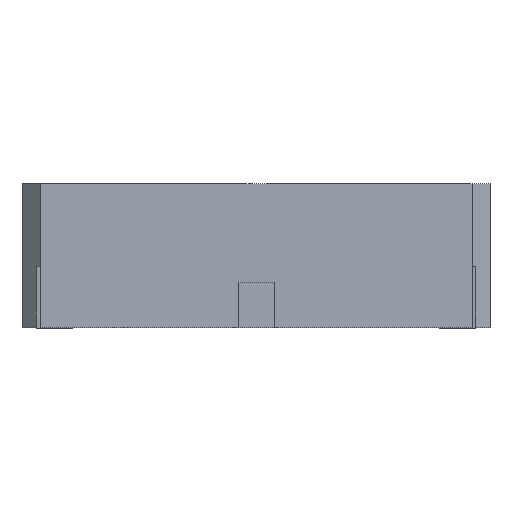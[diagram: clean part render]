
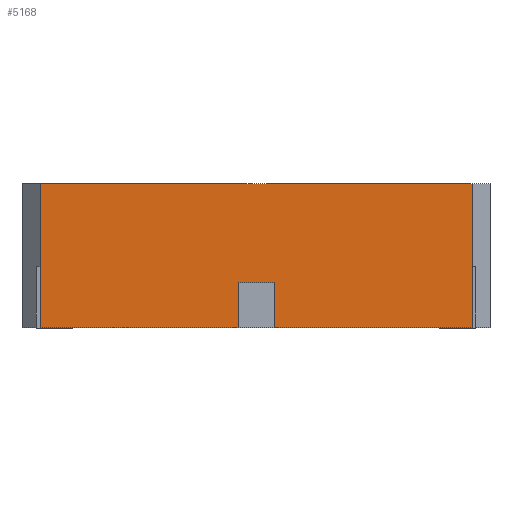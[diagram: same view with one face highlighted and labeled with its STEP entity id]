
A CAD part, front view. The second image highlights one B-rep face of the part: STEP entity #5168.
In plain terms, the highlighted planar face has unit normal (0, -1, 0).
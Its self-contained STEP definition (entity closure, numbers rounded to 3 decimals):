
#150 = PLANE('',#151);
#151 = AXIS2_PLACEMENT_3D('',#152,#153,#154);
#152 = CARTESIAN_POINT('',(0.,0.5,0.)
  );
#153 = DIRECTION('',(0.,0.,1.));
#154 = DIRECTION('',(-1.,0.,0.));
#1512 = PLANE('',#1513);
#1513 = AXIS2_PLACEMENT_3D('',#1514,#1515,#1516);
#1514 = CARTESIAN_POINT('',(0.,0.5,4.));
#1515 = DIRECTION('',(0.,0.,1.));
#1516 = DIRECTION('',(-1.,0.,0.));
#3082 = VERTEX_POINT('',#3083);
#3083 = CARTESIAN_POINT('',(-6.,-6.,4.));
#3090 = PLANE('',#3091);
#3091 = AXIS2_PLACEMENT_3D('',#3092,#3093,#3094);
#3092 = CARTESIAN_POINT('',(-6.,-2.5,4.));
#3093 = DIRECTION('',(1.,0.,0.));
#3094 = DIRECTION('',(0.,0.,1.));
#3245 = VERTEX_POINT('',#3246);
#3246 = CARTESIAN_POINT('',(-6.,-6.,0.));
#3267 = EDGE_CURVE('',#3245,#3082,#3268,.T.);
#3268 = SURFACE_CURVE('',#3269,(#3273,#3280),.PCURVE_S1.);
#3269 = LINE('',#3270,#3271);
#3270 = CARTESIAN_POINT('',(-6.,-6.,4.));
#3271 = VECTOR('',#3272,1.);
#3272 = DIRECTION('',(0.,0.,1.));
#3273 = PCURVE('',#3090,#3274);
#3274 = DEFINITIONAL_REPRESENTATION('',(#3275),#3279);
#3275 = LINE('',#3276,#3277);
#3276 = CARTESIAN_POINT('',(0.,3.5));
#3277 = VECTOR('',#3278,1.);
#3278 = DIRECTION('',(1.,0.));
#3279 = ( GEOMETRIC_REPRESENTATION_CONTEXT(2) 
PARAMETRIC_REPRESENTATION_CONTEXT() REPRESENTATION_CONTEXT('2D SPACE',''
  ) );
#3280 = PCURVE('',#3281,#3286);
#3281 = PLANE('',#3282);
#3282 = AXIS2_PLACEMENT_3D('',#3283,#3284,#3285);
#3283 = CARTESIAN_POINT('',(-6.,-6.,4.));
#3284 = DIRECTION('',(0.,1.,0.));
#3285 = DIRECTION('',(0.,0.,-1.));
#3286 = DEFINITIONAL_REPRESENTATION('',(#3287),#3291);
#3287 = LINE('',#3288,#3289);
#3288 = CARTESIAN_POINT('',(0.,0.));
#3289 = VECTOR('',#3290,1.);
#3290 = DIRECTION('',(-1.,0.));
#3291 = ( GEOMETRIC_REPRESENTATION_CONTEXT(2) 
PARAMETRIC_REPRESENTATION_CONTEXT() REPRESENTATION_CONTEXT('2D SPACE',''
  ) );
#3623 = PLANE('',#3624);
#3624 = AXIS2_PLACEMENT_3D('',#3625,#3626,#3627);
#3625 = CARTESIAN_POINT('',(6.,-6.,4.));
#3626 = DIRECTION('',(-1.,0.,0.));
#3627 = DIRECTION('',(0.,-1.,0.));
#3720 = VERTEX_POINT('',#3721);
#3721 = CARTESIAN_POINT('',(6.,-6.,0.));
#3742 = EDGE_CURVE('',#3720,#3743,#3745,.T.);
#3743 = VERTEX_POINT('',#3744);
#3744 = CARTESIAN_POINT('',(0.5,-6.,0.));
#3745 = SURFACE_CURVE('',#3746,(#3750,#3757),.PCURVE_S1.);
#3746 = LINE('',#3747,#3748);
#3747 = CARTESIAN_POINT('',(-6.,-6.,0.));
#3748 = VECTOR('',#3749,1.);
#3749 = DIRECTION('',(-1.,0.,0.));
#3750 = PCURVE('',#150,#3751);
#3751 = DEFINITIONAL_REPRESENTATION('',(#3752),#3756);
#3752 = LINE('',#3753,#3754);
#3753 = CARTESIAN_POINT('',(6.,6.5));
#3754 = VECTOR('',#3755,1.);
#3755 = DIRECTION('',(1.,0.));
#3756 = ( GEOMETRIC_REPRESENTATION_CONTEXT(2) 
PARAMETRIC_REPRESENTATION_CONTEXT() REPRESENTATION_CONTEXT('2D SPACE',''
  ) );
#3757 = PCURVE('',#3281,#3758);
#3758 = DEFINITIONAL_REPRESENTATION('',(#3759),#3763);
#3759 = LINE('',#3760,#3761);
#3760 = CARTESIAN_POINT('',(4.,0.));
#3761 = VECTOR('',#3762,1.);
#3762 = DIRECTION('',(0.,1.));
#3763 = ( GEOMETRIC_REPRESENTATION_CONTEXT(2) 
PARAMETRIC_REPRESENTATION_CONTEXT() REPRESENTATION_CONTEXT('2D SPACE',''
  ) );
#3781 = PLANE('',#3782);
#3782 = AXIS2_PLACEMENT_3D('',#3783,#3784,#3785);
#3783 = CARTESIAN_POINT('',(0.5,-5.,2.664));
#3784 = DIRECTION('',(1.,0.,0.));
#3785 = DIRECTION('',(0.,-1.,0.));
#3822 = VERTEX_POINT('',#3823);
#3823 = CARTESIAN_POINT('',(-0.5,-6.,0.));
#3837 = PLANE('',#3838);
#3838 = AXIS2_PLACEMENT_3D('',#3839,#3840,#3841);
#3839 = CARTESIAN_POINT('',(-0.5,-5.,2.664));
#3840 = DIRECTION('',(-1.,0.,0.));
#3841 = DIRECTION('',(0.,-1.,0.));
#3849 = EDGE_CURVE('',#3822,#3245,#3850,.T.);
#3850 = SURFACE_CURVE('',#3851,(#3855,#3862),.PCURVE_S1.);
#3851 = LINE('',#3852,#3853);
#3852 = CARTESIAN_POINT('',(-6.,-6.,0.));
#3853 = VECTOR('',#3854,1.);
#3854 = DIRECTION('',(-1.,0.,0.));
#3855 = PCURVE('',#150,#3856);
#3856 = DEFINITIONAL_REPRESENTATION('',(#3857),#3861);
#3857 = LINE('',#3858,#3859);
#3858 = CARTESIAN_POINT('',(6.,6.5));
#3859 = VECTOR('',#3860,1.);
#3860 = DIRECTION('',(1.,0.));
#3861 = ( GEOMETRIC_REPRESENTATION_CONTEXT(2) 
PARAMETRIC_REPRESENTATION_CONTEXT() REPRESENTATION_CONTEXT('2D SPACE',''
  ) );
#3862 = PCURVE('',#3281,#3863);
#3863 = DEFINITIONAL_REPRESENTATION('',(#3864),#3868);
#3864 = LINE('',#3865,#3866);
#3865 = CARTESIAN_POINT('',(4.,0.));
#3866 = VECTOR('',#3867,1.);
#3867 = DIRECTION('',(0.,1.));
#3868 = ( GEOMETRIC_REPRESENTATION_CONTEXT(2) 
PARAMETRIC_REPRESENTATION_CONTEXT() REPRESENTATION_CONTEXT('2D SPACE',''
  ) );
#4574 = VERTEX_POINT('',#4575);
#4575 = CARTESIAN_POINT('',(6.,-6.,4.));
#4596 = EDGE_CURVE('',#3720,#4574,#4597,.T.);
#4597 = SURFACE_CURVE('',#4598,(#4602,#4609),.PCURVE_S1.);
#4598 = LINE('',#4599,#4600);
#4599 = CARTESIAN_POINT('',(6.,-6.,4.));
#4600 = VECTOR('',#4601,1.);
#4601 = DIRECTION('',(0.,0.,1.));
#4602 = PCURVE('',#3623,#4603);
#4603 = DEFINITIONAL_REPRESENTATION('',(#4604),#4608);
#4604 = LINE('',#4605,#4606);
#4605 = CARTESIAN_POINT('',(0.,0.));
#4606 = VECTOR('',#4607,1.);
#4607 = DIRECTION('',(0.,1.));
#4608 = ( GEOMETRIC_REPRESENTATION_CONTEXT(2) 
PARAMETRIC_REPRESENTATION_CONTEXT() REPRESENTATION_CONTEXT('2D SPACE',''
  ) );
#4609 = PCURVE('',#3281,#4610);
#4610 = DEFINITIONAL_REPRESENTATION('',(#4611),#4615);
#4611 = LINE('',#4612,#4613);
#4612 = CARTESIAN_POINT('',(0.,-12.));
#4613 = VECTOR('',#4614,1.);
#4614 = DIRECTION('',(-1.,0.));
#4615 = ( GEOMETRIC_REPRESENTATION_CONTEXT(2) 
PARAMETRIC_REPRESENTATION_CONTEXT() REPRESENTATION_CONTEXT('2D SPACE',''
  ) );
#4973 = EDGE_CURVE('',#3082,#4574,#4974,.T.);
#4974 = SURFACE_CURVE('',#4975,(#4979,#4986),.PCURVE_S1.);
#4975 = LINE('',#4976,#4977);
#4976 = CARTESIAN_POINT('',(0.,-6.,4.));
#4977 = VECTOR('',#4978,1.);
#4978 = DIRECTION('',(1.,0.,0.));
#4979 = PCURVE('',#1512,#4980);
#4980 = DEFINITIONAL_REPRESENTATION('',(#4981),#4985);
#4981 = LINE('',#4982,#4983);
#4982 = CARTESIAN_POINT('',(0.,6.5));
#4983 = VECTOR('',#4984,1.);
#4984 = DIRECTION('',(-1.,0.));
#4985 = ( GEOMETRIC_REPRESENTATION_CONTEXT(2) 
PARAMETRIC_REPRESENTATION_CONTEXT() REPRESENTATION_CONTEXT('2D SPACE',''
  ) );
#4986 = PCURVE('',#3281,#4987);
#4987 = DEFINITIONAL_REPRESENTATION('',(#4988),#4992);
#4988 = LINE('',#4989,#4990);
#4989 = CARTESIAN_POINT('',(0.,-6.));
#4990 = VECTOR('',#4991,1.);
#4991 = DIRECTION('',(0.,-1.));
#4992 = ( GEOMETRIC_REPRESENTATION_CONTEXT(2) 
PARAMETRIC_REPRESENTATION_CONTEXT() REPRESENTATION_CONTEXT('2D SPACE',''
  ) );
#5168 = ADVANCED_FACE('',(#5169),#3281,.F.);
#5169 = FACE_BOUND('',#5170,.T.);
#5170 = EDGE_LOOP('',(#5171,#5201,#5222,#5223,#5224,#5225,#5226,#5227));
#5171 = ORIENTED_EDGE('',*,*,#5172,.F.);
#5172 = EDGE_CURVE('',#5173,#5175,#5177,.T.);
#5173 = VERTEX_POINT('',#5174);
#5174 = CARTESIAN_POINT('',(0.5,-6.,1.25));
#5175 = VERTEX_POINT('',#5176);
#5176 = CARTESIAN_POINT('',(-0.5,-6.,1.25));
#5177 = SURFACE_CURVE('',#5178,(#5182,#5189),.PCURVE_S1.);
#5178 = LINE('',#5179,#5180);
#5179 = CARTESIAN_POINT('',(-6.,-6.,1.25));
#5180 = VECTOR('',#5181,1.);
#5181 = DIRECTION('',(-1.,0.,0.));
#5182 = PCURVE('',#3281,#5183);
#5183 = DEFINITIONAL_REPRESENTATION('',(#5184),#5188);
#5184 = LINE('',#5185,#5186);
#5185 = CARTESIAN_POINT('',(2.75,0.));
#5186 = VECTOR('',#5187,1.);
#5187 = DIRECTION('',(0.,1.));
#5188 = ( GEOMETRIC_REPRESENTATION_CONTEXT(2) 
PARAMETRIC_REPRESENTATION_CONTEXT() REPRESENTATION_CONTEXT('2D SPACE',''
  ) );
#5189 = PCURVE('',#5190,#5195);
#5190 = PLANE('',#5191);
#5191 = AXIS2_PLACEMENT_3D('',#5192,#5193,#5194);
#5192 = CARTESIAN_POINT('',(0.,0.5,1.25));
#5193 = DIRECTION('',(0.,0.,-1.));
#5194 = DIRECTION('',(0.,1.,0.));
#5195 = DEFINITIONAL_REPRESENTATION('',(#5196),#5200);
#5196 = LINE('',#5197,#5198);
#5197 = CARTESIAN_POINT('',(-6.5,-6.));
#5198 = VECTOR('',#5199,1.);
#5199 = DIRECTION('',(0.,-1.));
#5200 = ( GEOMETRIC_REPRESENTATION_CONTEXT(2) 
PARAMETRIC_REPRESENTATION_CONTEXT() REPRESENTATION_CONTEXT('2D SPACE',''
  ) );
#5201 = ORIENTED_EDGE('',*,*,#5202,.T.);
#5202 = EDGE_CURVE('',#5173,#3743,#5203,.T.);
#5203 = SURFACE_CURVE('',#5204,(#5208,#5215),.PCURVE_S1.);
#5204 = LINE('',#5205,#5206);
#5205 = CARTESIAN_POINT('',(0.5,-6.,2.664));
#5206 = VECTOR('',#5207,1.);
#5207 = DIRECTION('',(0.,0.,-1.));
#5208 = PCURVE('',#3281,#5209);
#5209 = DEFINITIONAL_REPRESENTATION('',(#5210),#5214);
#5210 = LINE('',#5211,#5212);
#5211 = CARTESIAN_POINT('',(1.336,-6.5));
#5212 = VECTOR('',#5213,1.);
#5213 = DIRECTION('',(1.,0.));
#5214 = ( GEOMETRIC_REPRESENTATION_CONTEXT(2) 
PARAMETRIC_REPRESENTATION_CONTEXT() REPRESENTATION_CONTEXT('2D SPACE',''
  ) );
#5215 = PCURVE('',#3781,#5216);
#5216 = DEFINITIONAL_REPRESENTATION('',(#5217),#5221);
#5217 = LINE('',#5218,#5219);
#5218 = CARTESIAN_POINT('',(1.,0.));
#5219 = VECTOR('',#5220,1.);
#5220 = DIRECTION('',(0.,1.));
#5221 = ( GEOMETRIC_REPRESENTATION_CONTEXT(2) 
PARAMETRIC_REPRESENTATION_CONTEXT() REPRESENTATION_CONTEXT('2D SPACE',''
  ) );
#5222 = ORIENTED_EDGE('',*,*,#3742,.F.);
#5223 = ORIENTED_EDGE('',*,*,#4596,.T.);
#5224 = ORIENTED_EDGE('',*,*,#4973,.F.);
#5225 = ORIENTED_EDGE('',*,*,#3267,.F.);
#5226 = ORIENTED_EDGE('',*,*,#3849,.F.);
#5227 = ORIENTED_EDGE('',*,*,#5228,.F.);
#5228 = EDGE_CURVE('',#5175,#3822,#5229,.T.);
#5229 = SURFACE_CURVE('',#5230,(#5234,#5241),.PCURVE_S1.);
#5230 = LINE('',#5231,#5232);
#5231 = CARTESIAN_POINT('',(-0.5,-6.,2.664));
#5232 = VECTOR('',#5233,1.);
#5233 = DIRECTION('',(0.,0.,-1.));
#5234 = PCURVE('',#3281,#5235);
#5235 = DEFINITIONAL_REPRESENTATION('',(#5236),#5240);
#5236 = LINE('',#5237,#5238);
#5237 = CARTESIAN_POINT('',(1.336,-5.5));
#5238 = VECTOR('',#5239,1.);
#5239 = DIRECTION('',(1.,0.));
#5240 = ( GEOMETRIC_REPRESENTATION_CONTEXT(2) 
PARAMETRIC_REPRESENTATION_CONTEXT() REPRESENTATION_CONTEXT('2D SPACE',''
  ) );
#5241 = PCURVE('',#3837,#5242);
#5242 = DEFINITIONAL_REPRESENTATION('',(#5243),#5247);
#5243 = LINE('',#5244,#5245);
#5244 = CARTESIAN_POINT('',(1.,0.));
#5245 = VECTOR('',#5246,1.);
#5246 = DIRECTION('',(0.,-1.));
#5247 = ( GEOMETRIC_REPRESENTATION_CONTEXT(2) 
PARAMETRIC_REPRESENTATION_CONTEXT() REPRESENTATION_CONTEXT('2D SPACE',''
  ) );
